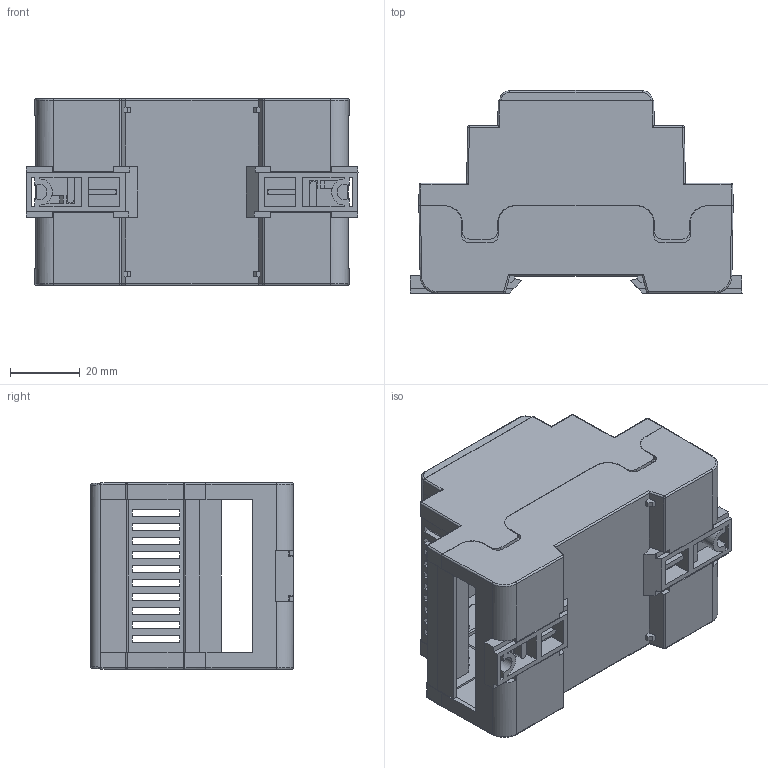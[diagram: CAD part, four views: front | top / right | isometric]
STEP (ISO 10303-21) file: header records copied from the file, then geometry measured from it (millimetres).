
FILE_DESCRIPTION (( 'STEP AP203' ), '1' );
FILE_NAME ('449-330-55.STEP', '2021-08-24T12:40:49', ( '' ), ( '' ), 'SwSTEP 2.0', 'SolidWorks 2018', '' );
FILE_SCHEMA (( 'CONFIG_CONTROL_DESIGN' ));
Length unit declared in the file: millimetre
Products named in the file (5): 044933011; 449-330-55; 044933056; 044900400_044900400; 044900300
Assembly tree (6 placements, depth 2):
  449-330-55
    044933056
    044933011
    044900300  x2
    044900400_044900400  x2
Bounding box: 95 x 58 x 53.5 mm (x, y, z)
Volume: 41207.2 mm3; surface area: 59677.7 mm2
Topology: 6 solids, 6 shells, 1049 faces, 2886 edges, 1872 vertices
Faces by surface type: plane 889, cylinder 136, sphere 12, bspline 4, cone 4, torus 4
Entity records: 26692 total; most frequent: CARTESIAN_POINT 4846, ORIENTED_EDGE 4562, DIRECTION 4137, EDGE_CURVE 2281, VECTOR 2007, LINE 2007, VERTEX_POINT 1486, AXIS2_PLACEMENT_3D 1065
